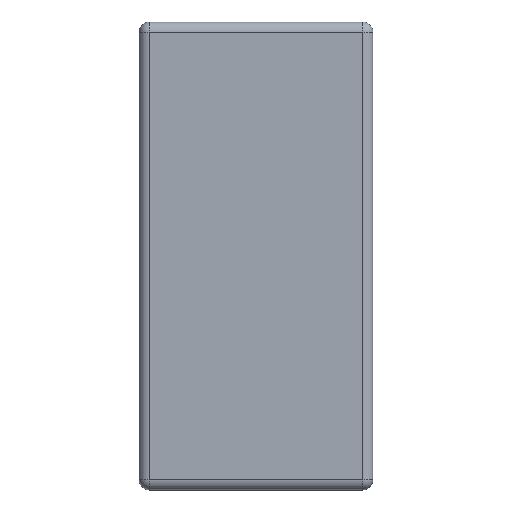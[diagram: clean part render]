
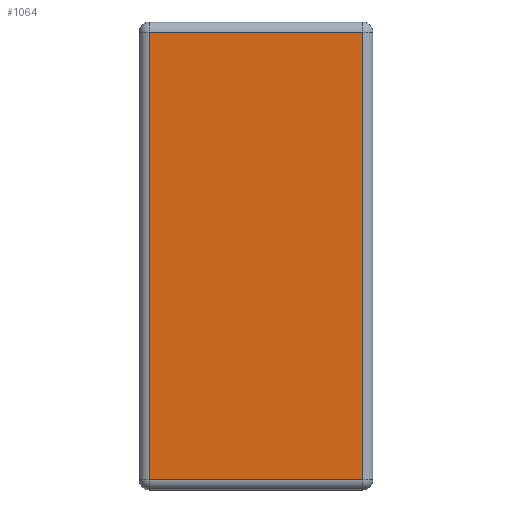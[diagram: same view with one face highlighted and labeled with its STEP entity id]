
A CAD part, top view. The second image highlights one B-rep face of the part: STEP entity #1064.
In plain terms, the highlighted planar face has unit normal (0, 0, 1).
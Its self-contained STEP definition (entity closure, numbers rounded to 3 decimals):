
#182=FACE_OUTER_BOUND('',#248,.T.);
#248=EDGE_LOOP('',(#971,#972,#973,#974));
#322=LINE('',#2036,#390);
#324=LINE('',#2039,#392);
#328=LINE('',#2045,#396);
#332=LINE('',#2051,#400);
#390=VECTOR('',#1495,10.);
#392=VECTOR('',#1499,10.);
#396=VECTOR('',#1507,10.);
#400=VECTOR('',#1515,10.);
#509=VERTEX_POINT('',#2007);
#512=VERTEX_POINT('',#2014);
#514=VERTEX_POINT('',#2019);
#516=VERTEX_POINT('',#2025);
#662=EDGE_CURVE('',#514,#516,#322,.T.);
#664=EDGE_CURVE('',#516,#512,#324,.T.);
#668=EDGE_CURVE('',#509,#514,#328,.T.);
#672=EDGE_CURVE('',#512,#509,#332,.T.);
#971=ORIENTED_EDGE('',*,*,#662,.F.);
#972=ORIENTED_EDGE('',*,*,#668,.F.);
#973=ORIENTED_EDGE('',*,*,#672,.F.);
#974=ORIENTED_EDGE('',*,*,#664,.F.);
#1002=PLANE('',#1218);
#1064=ADVANCED_FACE('',(#182),#1002,.T.);
#1218=AXIS2_PLACEMENT_3D('',#2057,#1524,#1525);
#1495=DIRECTION('',(-1.,0.,0.));
#1499=DIRECTION('',(0.,1.,0.));
#1507=DIRECTION('',(0.,-1.,0.));
#1515=DIRECTION('',(1.,0.,0.));
#1524=DIRECTION('center_axis',(0.,0.,1.));
#1525=DIRECTION('ref_axis',(1.,0.,0.));
#2007=CARTESIAN_POINT('',(20.5,20.5,2.5));
#2014=CARTESIAN_POINT('',(-20.5,20.5,2.5));
#2019=CARTESIAN_POINT('',(20.5,-65.5,2.5));
#2025=CARTESIAN_POINT('',(-20.5,-65.5,2.5));
#2036=CARTESIAN_POINT('',(11.25,-65.5,2.5));
#2039=CARTESIAN_POINT('',(-20.5,-45.,2.5));
#2045=CARTESIAN_POINT('',(20.5,0.,2.5));
#2051=CARTESIAN_POINT('',(-11.25,20.5,2.5));
#2057=CARTESIAN_POINT('Origin',(0.,-22.5,2.5));
